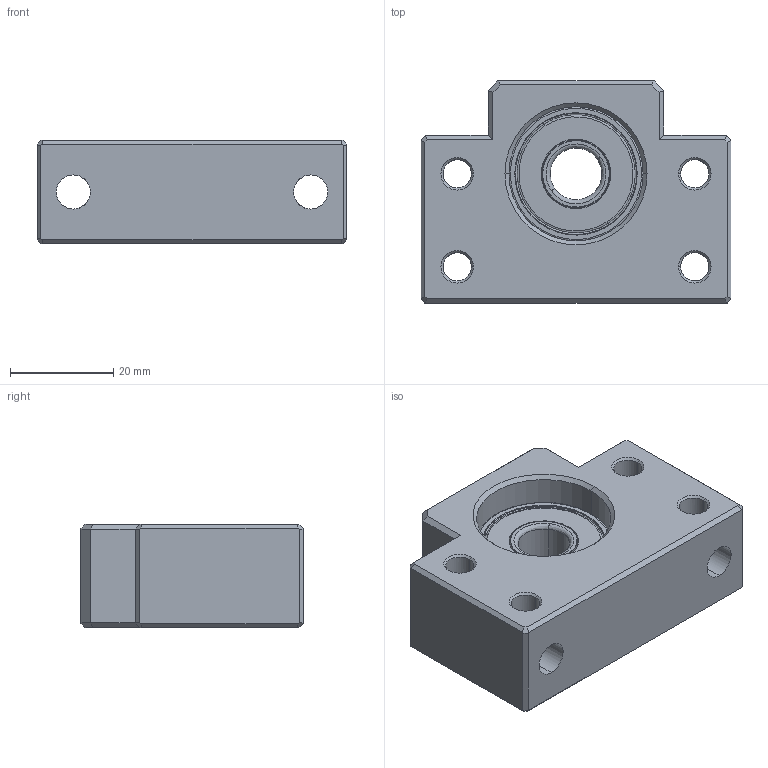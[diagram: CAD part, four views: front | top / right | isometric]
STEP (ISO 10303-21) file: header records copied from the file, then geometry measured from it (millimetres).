
FILE_DESCRIPTION (( 'STEP AP214' ), '1' );
FILE_NAME ('BFN12.step', '2020-09-08T14:34:38', ( '' ), ( '' ), 'SwSTEP 2.0', 'SolidWorks 2020', '' );
FILE_SCHEMA (( 'AUTOMOTIVE_DESIGN' ));
Length unit declared in the file: millimetre
Products named in the file (1): BFN12
Bounding box: 60 x 43 x 20 mm (x, y, z)
Volume: 33765.4 mm3; surface area: 14434.6 mm2
Topology: 5 solids, 5 shells, 203 faces, 514 edges, 320 vertices
Faces by surface type: bspline 60, plane 59, cylinder 56, cone 28
Entity records: 12115 total; most frequent: CARTESIAN_POINT 5326, ORIENTED_EDGE 1028, DIRECTION 846, EDGE_CURVE 514, AXIS2_PLACEMENT_3D 320, VERTEX_POINT 320, EDGE_LOOP 232, UNCERTAINTY_MEASURE_WITH_UNIT 210
